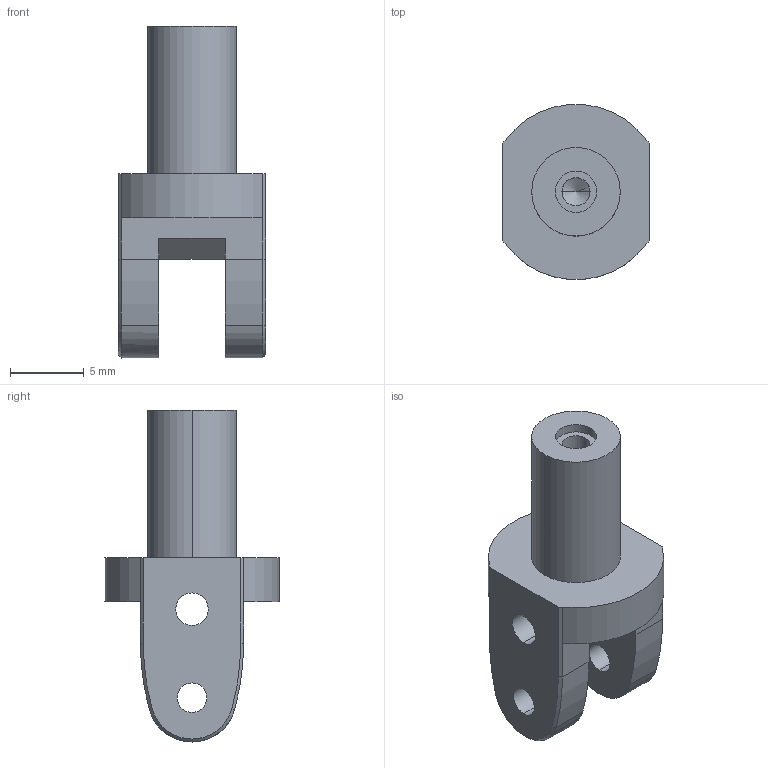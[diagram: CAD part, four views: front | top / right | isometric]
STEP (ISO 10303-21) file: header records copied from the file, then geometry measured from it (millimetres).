
FILE_DESCRIPTION (( 'STEP AP214' ), '1' );
FILE_NAME ('3.嗆儂-忒硌蟈諉裝.STEP', '2025-11-13T16:25:32', ( '' ), ( '' ), 'SwSTEP 2.0', 'SolidWorks 2025', '' );
FILE_SCHEMA (( 'AUTOMOTIVE_DESIGN' ));
Length unit declared in the file: millimetre
Products named in the file (1): 3.舵机-手指链接杆
Bounding box: 10 x 11.84 x 22.5 mm (x, y, z)
Volume: 901.6 mm3; surface area: 936.8 mm2
Topology: 1 solids, 1 shells, 47 faces, 115 edges, 71 vertices
Faces by surface type: cylinder 20, plane 18, cone 9
Entity records: 1406 total; most frequent: DIRECTION 257, CARTESIAN_POINT 232, ORIENTED_EDGE 226, EDGE_CURVE 113, AXIS2_PLACEMENT_3D 96, VERTEX_POINT 71, VECTOR 65, LINE 65
